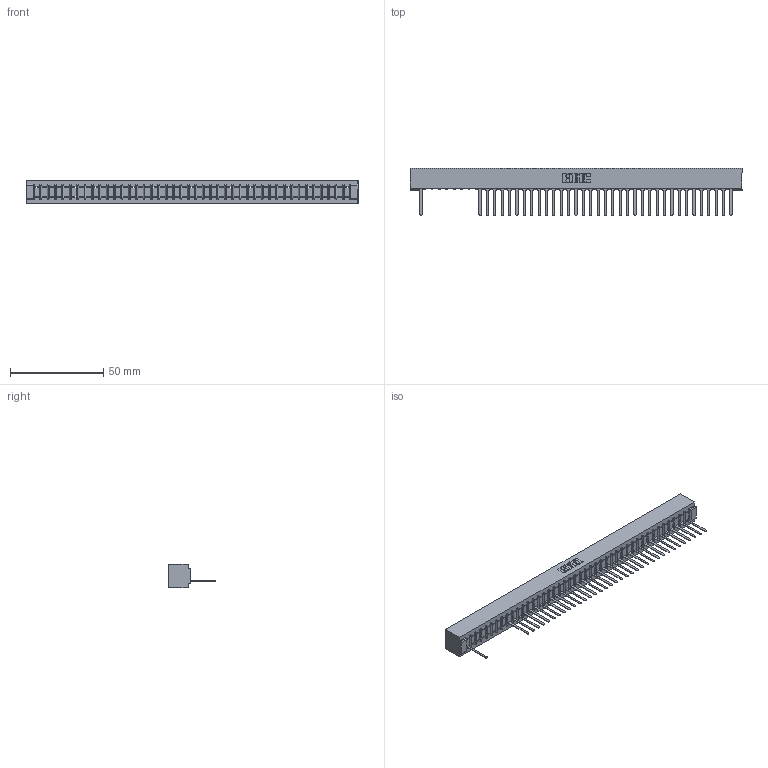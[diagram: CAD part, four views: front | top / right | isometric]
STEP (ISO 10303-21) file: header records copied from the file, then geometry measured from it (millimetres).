
FILE_DESCRIPTION (( 'STEP AP203' ), '1' );
FILE_NAME ('307-043-547-101.STEP', '2018-08-05T19:16:23', ( '' ), ( '' ), 'SwSTEP 2.0', 'SolidWorks 2016', '' );
FILE_SCHEMA (( 'CONFIG_CONTROL_DESIGN' ));
Length unit declared in the file: inch
Products named in the file (3): 307-043-547-101; 307 Part_No Mounting Lugs; 307-290-001_547
Assembly tree (37 placements, depth 2):
  307-043-547-101
    307 Part_No Mounting Lugs
    307-290-001_547  x36
Bounding box: 178.26 x 25.43 x 12.7 mm (x, y, z)
Volume: 19002 mm3; surface area: 20130.8 mm2
Topology: 37 solids, 37 shells, 2310 faces, 6579 edges, 4218 vertices
Faces by surface type: plane 1482, cylinder 740, sphere 88
Entity records: 36206 total; most frequent: CARTESIAN_POINT 6129, ORIENTED_EDGE 6122, DIRECTION 5951, EDGE_CURVE 3061, VECTOR 2351, LINE 2351, VERTEX_POINT 1978, AXIS2_PLACEMENT_3D 1800
